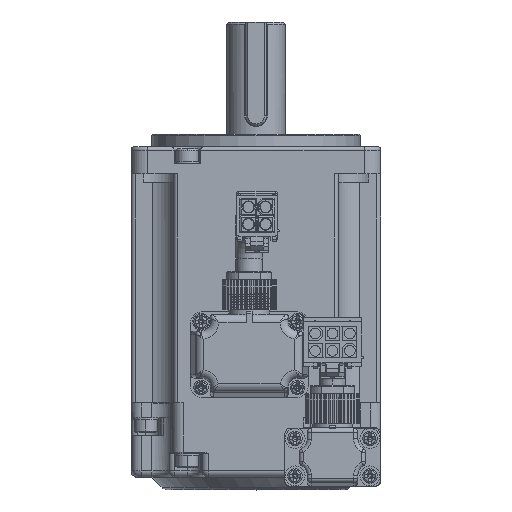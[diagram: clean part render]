
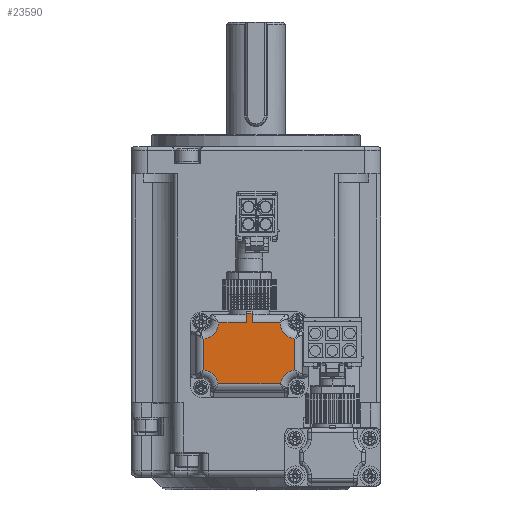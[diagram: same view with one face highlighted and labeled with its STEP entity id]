
A CAD part, top view. The second image highlights one B-rep face of the part: STEP entity #23590.
In plain terms, the highlighted planar face has unit normal (0, 0, 1).
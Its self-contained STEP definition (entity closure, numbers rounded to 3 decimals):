
#19946=CARTESIAN_POINT('',(-2.25,2.,13.3));
#19947=VERTEX_POINT('',#19946);
#19988=CARTESIAN_POINT('',(-2.25,-0.3,13.3));
#19989=VERTEX_POINT('',#19988);
#19997=CARTESIAN_POINT('',(-2.25,-0.3,13.3));
#19998=DIRECTION('',(0.,1.,0.));
#19999=VECTOR('',#19998,2.3);
#20000=LINE('',#19997,#19999);
#20001=EDGE_CURVE('',#19989,#19947,#20000,.T.);
#20056=CARTESIAN_POINT('',(-0.95,2.,13.3));
#20057=VERTEX_POINT('',#20056);
#20088=CARTESIAN_POINT('',(-0.95,-0.3,13.3));
#20089=VERTEX_POINT('',#20088);
#20090=CARTESIAN_POINT('',(-0.95,2.,13.3));
#20091=DIRECTION('',(0.,-1.,0.));
#20092=VECTOR('',#20091,2.3);
#20093=LINE('',#20090,#20092);
#20094=EDGE_CURVE('',#20057,#20089,#20093,.T.);
#21304=CARTESIAN_POINT('',(-2.25,2.,13.3));
#21305=DIRECTION('',(1.,0.,0.));
#21306=VECTOR('',#21305,1.3);
#21307=LINE('',#21304,#21306);
#21308=EDGE_CURVE('',#19947,#20057,#21307,.T.);
#21966=CARTESIAN_POINT('',(5.757,-0.3,13.3));
#21967=VERTEX_POINT('',#21966);
#21995=CARTESIAN_POINT('',(-0.95,-0.3,13.3));
#21996=DIRECTION('',(1.,0.,0.));
#21997=VECTOR('',#21996,6.707);
#21998=LINE('',#21995,#21997);
#21999=EDGE_CURVE('',#20089,#21967,#21998,.T.);
#22035=CARTESIAN_POINT('',(9.309,-4.243,13.3));
#22036=VERTEX_POINT('',#22035);
#22037=CARTESIAN_POINT('',(10.,-0.05,13.3));
#22038=DIRECTION('',(-0.998,-0.059,0.));
#22039=DIRECTION('',(0.,0.,1.));
#22040=AXIS2_PLACEMENT_3D('',#22037,#22039,#22038);
#22041=CIRCLE('',#22040,4.25);
#22042=EDGE_CURVE('',#21967,#22036,#22041,.T.);
#22126=CARTESIAN_POINT('',(-8.957,-0.3,13.3));
#22127=VERTEX_POINT('',#22126);
#22224=CARTESIAN_POINT('',(-12.509,-4.243,13.3));
#22225=VERTEX_POINT('',#22224);
#22235=CARTESIAN_POINT('',(-13.2,-0.05,13.3));
#22236=DIRECTION('',(0.163,-0.987,0.));
#22237=DIRECTION('',(0.,0.,1.));
#22238=AXIS2_PLACEMENT_3D('',#22235,#22237,#22236);
#22239=CIRCLE('',#22238,4.25);
#22240=EDGE_CURVE('',#22225,#22127,#22239,.T.);
#22285=CARTESIAN_POINT('',(9.309,-11.657,13.3));
#22286=VERTEX_POINT('',#22285);
#22287=CARTESIAN_POINT('',(9.309,-4.243,13.3));
#22288=DIRECTION('',(0.,-1.,0.));
#22289=VECTOR('',#22288,7.413);
#22290=LINE('',#22287,#22289);
#22291=EDGE_CURVE('',#22036,#22286,#22290,.T.);
#22662=CARTESIAN_POINT('',(-12.509,-11.657,13.3));
#22663=VERTEX_POINT('',#22662);
#22671=CARTESIAN_POINT('',(-12.509,-11.657,13.3));
#22672=DIRECTION('',(0.,1.,0.));
#22673=VECTOR('',#22672,7.413);
#22674=LINE('',#22671,#22673);
#22675=EDGE_CURVE('',#22663,#22225,#22674,.T.);
#22705=CARTESIAN_POINT('',(5.834,-15.009,13.3));
#22706=VERTEX_POINT('',#22705);
#22707=CARTESIAN_POINT('',(10.,-15.85,13.3));
#22708=DIRECTION('',(-0.163,0.987,0.));
#22709=DIRECTION('',(0.,0.,1.));
#22710=AXIS2_PLACEMENT_3D('',#22707,#22709,#22708);
#22711=CIRCLE('',#22710,4.25);
#22712=EDGE_CURVE('',#22286,#22706,#22711,.T.);
#23052=CARTESIAN_POINT('',(-9.034,-15.009,13.3));
#23053=VERTEX_POINT('',#23052);
#23061=CARTESIAN_POINT('',(-13.2,-15.85,13.3));
#23062=DIRECTION('',(0.98,0.198,0.));
#23063=DIRECTION('',(0.,0.,1.));
#23064=AXIS2_PLACEMENT_3D('',#23061,#23063,#23062);
#23065=CIRCLE('',#23064,4.25);
#23066=EDGE_CURVE('',#23053,#22663,#23065,.T.);
#23095=CARTESIAN_POINT('',(5.834,-15.009,13.3));
#23096=DIRECTION('',(-1.,0.,0.));
#23097=VECTOR('',#23096,14.868);
#23098=LINE('',#23095,#23097);
#23099=EDGE_CURVE('',#22706,#23053,#23098,.T.);
#23566=CARTESIAN_POINT('',(-1.6,-6.505,13.3));
#23567=DIRECTION('',(0.,-1.,0.));
#23568=DIRECTION('',(-0.,-0.,-1.));
#23569=AXIS2_PLACEMENT_3D('',#23566,#23568,#23567);
#23570=PLANE('',#23569);
#23571=ORIENTED_EDGE('',*,*,#22712,.T.);
#23572=ORIENTED_EDGE('',*,*,#23099,.T.);
#23573=ORIENTED_EDGE('',*,*,#23066,.T.);
#23574=ORIENTED_EDGE('',*,*,#22675,.T.);
#23575=ORIENTED_EDGE('',*,*,#22240,.T.);
#23576=CARTESIAN_POINT('',(-8.957,-0.3,13.3));
#23577=DIRECTION('',(1.,0.,0.));
#23578=VECTOR('',#23577,6.707);
#23579=LINE('',#23576,#23578);
#23580=EDGE_CURVE('',#22127,#19989,#23579,.T.);
#23581=ORIENTED_EDGE('',*,*,#23580,.T.);
#23582=ORIENTED_EDGE('',*,*,#20001,.T.);
#23583=ORIENTED_EDGE('',*,*,#21308,.T.);
#23584=ORIENTED_EDGE('',*,*,#20094,.T.);
#23585=ORIENTED_EDGE('',*,*,#21999,.T.);
#23586=ORIENTED_EDGE('',*,*,#22042,.T.);
#23587=ORIENTED_EDGE('',*,*,#22291,.T.);
#23588=EDGE_LOOP('',(#23571,#23572,#23573,#23574,#23575,#23581,#23582,#23583,#23584,#23585,#23586,#23587));
#23589=FACE_OUTER_BOUND('',#23588,.F.);
#23590=ADVANCED_FACE('',(#23589),#23570,.F.);
